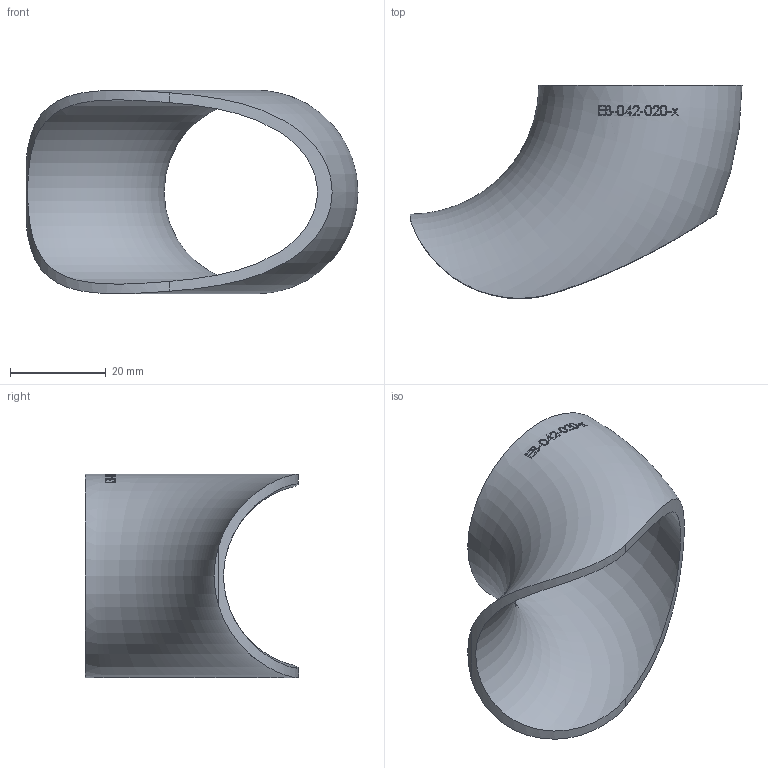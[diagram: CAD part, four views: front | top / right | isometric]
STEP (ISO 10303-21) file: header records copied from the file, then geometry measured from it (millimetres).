
FILE_DESCRIPTION (( 'STEP AP214' ), '1' );
FILE_NAME ('EB-042-020-x Einschweissbogen 2208.STEP', '2022-08-30T08:51:27', ( '' ), ( '' ), 'SwSTEP 2.0', 'SolidWorks 2019', '' );
FILE_SCHEMA (( 'AUTOMOTIVE_DESIGN' ));
Length unit declared in the file: millimetre
Products named in the file (1): EB-042-020-x Einschweissbogen 2208
Bounding box: 69.2 x 44.41 x 42.4 mm (x, y, z)
Volume: 11224.1 mm3; surface area: 11912 mm2
Topology: 1 solids, 1 shells, 142 faces, 373 edges, 250 vertices
Faces by surface type: bspline 119, torus 20, plane 2, cylinder 1
Entity records: 14666 total; most frequent: CARTESIAN_POINT 10779, ORIENTED_EDGE 738, EDGE_CURVE 369, B_SPLINE_CURVE_WITH_KNOTS 364, VERTEX_POINT 248, EDGE_LOOP 163, FACE_OUTER_BOUND 144, ADVANCED_FACE 142
